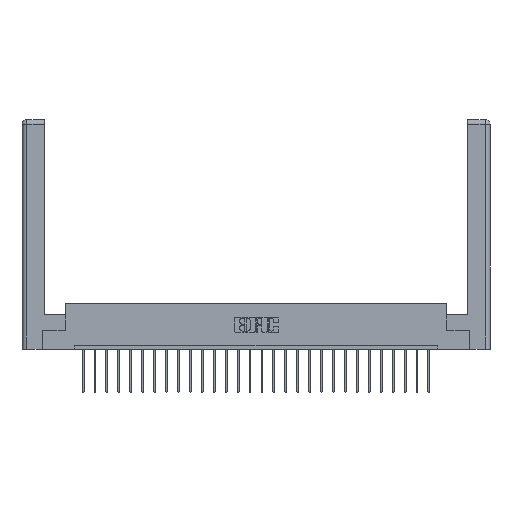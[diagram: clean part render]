
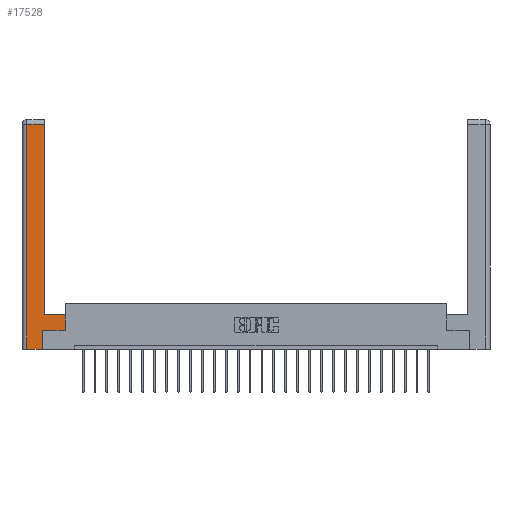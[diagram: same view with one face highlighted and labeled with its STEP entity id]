
A CAD part, top view. The second image highlights one B-rep face of the part: STEP entity #17528.
In plain terms, the highlighted planar face has unit normal (0, 0, 1).
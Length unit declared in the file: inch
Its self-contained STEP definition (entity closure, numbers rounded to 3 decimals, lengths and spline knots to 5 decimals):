
#13 = DIRECTION ( 'NONE',  ( -1., 0., 0. ) ) ;
#20 = CARTESIAN_POINT ( 'NONE',  ( 0.565, 0.45, 0. ) ) ;
#75 = DIRECTION ( 'NONE',  ( 1., 0., 0. ) ) ;
#217 = AXIS2_PLACEMENT_3D ( 'NONE', #24404, #17946, #20228 ) ;
#895 = LINE ( 'NONE', #3553, #1203 ) ;
#1032 = VERTEX_POINT ( 'NONE', #2217 ) ;
#1203 = VECTOR ( 'NONE', #15944, 39.37008 ) ;
#1552 = VECTOR ( 'NONE', #13, 39.37008 ) ;
#1709 = VERTEX_POINT ( 'NONE', #3844 ) ;
#1718 = EDGE_LOOP ( 'NONE', ( #15209, #13638, #10094, #14844, #20492, #13372, #9565, #25755 ) ) ;
#1801 = LINE ( 'NONE', #20, #16860 ) ;
#2217 = CARTESIAN_POINT ( 'NONE',  ( 0.565, 0.245, 0. ) ) ;
#2327 = CARTESIAN_POINT ( 'NONE',  ( 0.0615, 2.94, 0. ) ) ;
#2367 = CARTESIAN_POINT ( 'NONE',  ( 0.565, 0.245, 0. ) ) ;
#3136 = CARTESIAN_POINT ( 'NONE',  ( 0.0615, 0., 0. ) ) ;
#3220 = LINE ( 'NONE', #2327, #21224 ) ;
#3553 = CARTESIAN_POINT ( 'NONE',  ( 0.295, 3., 0. ) ) ;
#3844 = CARTESIAN_POINT ( 'NONE',  ( 0.265, 0.245, 0. ) ) ;
#4094 = VERTEX_POINT ( 'NONE', #5912 ) ;
#4148 = CARTESIAN_POINT ( 'NONE',  ( 0.295, 2.94, 0. ) ) ;
#4305 = DIRECTION ( 'NONE',  ( -1., 0., 0. ) ) ;
#4430 = DIRECTION ( 'NONE',  ( 1., 0., 0. ) ) ;
#4447 = CARTESIAN_POINT ( 'NONE',  ( 0.565, 0.45, 0. ) ) ;
#4876 = FACE_OUTER_BOUND ( 'NONE', #1718, .T. ) ;
#5725 = VERTEX_POINT ( 'NONE', #4447 ) ;
#5884 = EDGE_CURVE ( 'NONE', #4094, #1709, #23590, .T. ) ;
#5912 = CARTESIAN_POINT ( 'NONE',  ( 0.265, 0., 0. ) ) ;
#6161 = VERTEX_POINT ( 'NONE', #21693 ) ;
#6183 = LINE ( 'NONE', #14574, #9373 ) ;
#6428 = DIRECTION ( 'NONE',  ( 0., 1., 0. ) ) ;
#8189 = CARTESIAN_POINT ( 'NONE',  ( 0.0615, 0., 0. ) ) ;
#8265 = VECTOR ( 'NONE', #16848, 39.37008 ) ;
#8629 = VERTEX_POINT ( 'NONE', #25380 ) ;
#9044 = EDGE_CURVE ( 'NONE', #17756, #6161, #3220, .T. ) ;
#9373 = VECTOR ( 'NONE', #4430, 39.37008 ) ;
#9565 = ORIENTED_EDGE ( 'NONE', *, *, #16019, .T. ) ;
#10094 = ORIENTED_EDGE ( 'NONE', *, *, #20476, .T. ) ;
#12523 = EDGE_CURVE ( 'NONE', #1709, #1032, #24612, .T. ) ;
#12701 = EDGE_CURVE ( 'NONE', #5725, #8629, #18850, .T. ) ;
#12732 = CARTESIAN_POINT ( 'NONE',  ( 0.265, 0.245, 0. ) ) ;
#13040 = EDGE_CURVE ( 'NONE', #8629, #17756, #895, .T. ) ;
#13092 = VECTOR ( 'NONE', #75, 39.37008 ) ;
#13372 = ORIENTED_EDGE ( 'NONE', *, *, #12523, .T. ) ;
#13638 = ORIENTED_EDGE ( 'NONE', *, *, #9044, .T. ) ;
#14266 = CARTESIAN_POINT ( 'NONE',  ( 0.295, 0.45, 0. ) ) ;
#14574 = CARTESIAN_POINT ( 'NONE',  ( 0.265, 0., 0. ) ) ;
#14844 = ORIENTED_EDGE ( 'NONE', *, *, #16974, .T. ) ;
#15209 = ORIENTED_EDGE ( 'NONE', *, *, #13040, .T. ) ;
#15745 = VERTEX_POINT ( 'NONE', #3136 ) ;
#15944 = DIRECTION ( 'NONE',  ( 0., 1., 0. ) ) ;
#16019 = EDGE_CURVE ( 'NONE', #1032, #5725, #1801, .T. ) ;
#16200 = VECTOR ( 'NONE', #20964, 39.37008 ) ;
#16848 = DIRECTION ( 'NONE',  ( 0., -1., 0. ) ) ;
#16860 = VECTOR ( 'NONE', #6428, 39.37008 ) ;
#16974 = EDGE_CURVE ( 'NONE', #15745, #4094, #6183, .T. ) ;
#17528 = ADVANCED_FACE ( 'NONE', ( #4876 ), #18108, .F. ) ;
#17756 = VERTEX_POINT ( 'NONE', #4148 ) ;
#17946 = DIRECTION ( 'NONE',  ( 0., 0., -1. ) ) ;
#18108 = PLANE ( 'NONE',  #217 ) ;
#18850 = LINE ( 'NONE', #14266, #1552 ) ;
#20228 = DIRECTION ( 'NONE',  ( -1., 0., 0. ) ) ;
#20476 = EDGE_CURVE ( 'NONE', #6161, #15745, #26229, .T. ) ;
#20492 = ORIENTED_EDGE ( 'NONE', *, *, #5884, .T. ) ;
#20964 = DIRECTION ( 'NONE',  ( 0., 1., 0. ) ) ;
#21224 = VECTOR ( 'NONE', #4305, 39.37008 ) ;
#21693 = CARTESIAN_POINT ( 'NONE',  ( 0.0615, 2.94, 0. ) ) ;
#23590 = LINE ( 'NONE', #12732, #16200 ) ;
#24404 = CARTESIAN_POINT ( 'NONE',  ( 0., 0., 0. ) ) ;
#24612 = LINE ( 'NONE', #2367, #13092 ) ;
#25380 = CARTESIAN_POINT ( 'NONE',  ( 0.295, 0.45, 0. ) ) ;
#25755 = ORIENTED_EDGE ( 'NONE', *, *, #12701, .T. ) ;
#26229 = LINE ( 'NONE', #8189, #8265 ) ;
